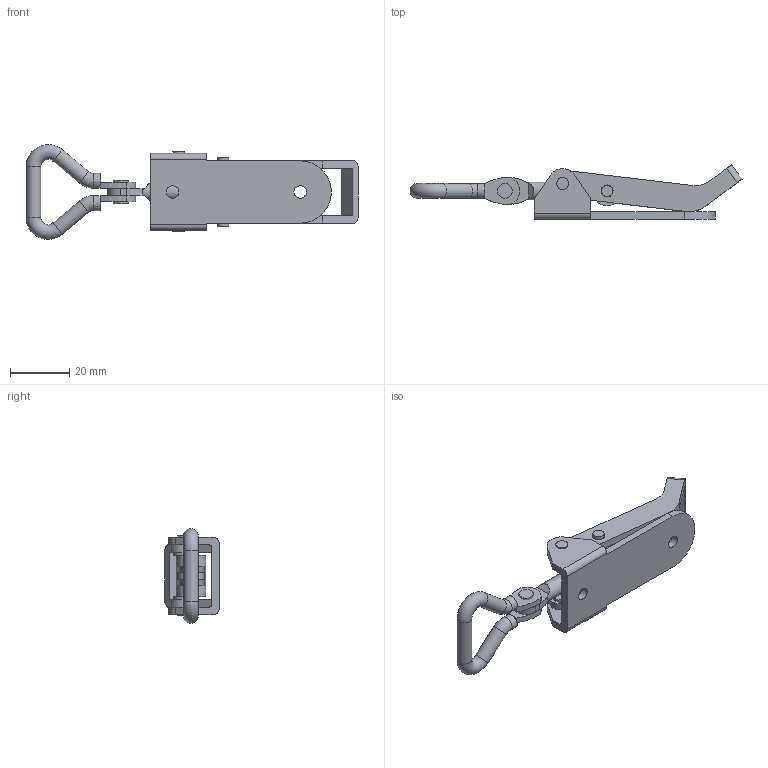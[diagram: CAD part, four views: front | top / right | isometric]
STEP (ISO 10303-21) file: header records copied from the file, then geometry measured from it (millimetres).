
FILE_DESCRIPTION( ( 'STEP AP214' ), '1' );
FILE_NAME( 'K0050.1421121.stp', '2019-05-29T14:42:16', ( '' ), ( '' ), ' ', 'PARTsolutions', ' ' );
FILE_SCHEMA( ( 'AUTOMOTIVE_DESIGN { 1 0 10303 214 1 1 1 1 }' ) );
Length unit declared in the file: millimetre
Products named in the file (7): K0050.1421121; _K0050.1421121_1_K0050_dummy; _61_K0050_halter; _K0050_buegel_4; _K0050_vebindung_6; _K0050_spindel_6; _K0050_haken_5
Assembly tree (6 placements, depth 2):
  K0050.1421121
    _K0050.1421121_1_K0050_dummy
    _61_K0050_halter
    _K0050_buegel_4
    _K0050_vebindung_6
    _K0050_spindel_6
    _K0050_haken_5
Bounding box: 112 x 18.3 x 31.97 mm (x, y, z)
Volume: 11595 mm3; surface area: 10986.8 mm2
Topology: 5 solids, 5 shells, 111 faces, 269 edges, 178 vertices
Faces by surface type: plane 54, cylinder 48, cone 5, torus 4
Full cylindrical faces by diameter (mm): 3 x4, 3.8 x2, 4 x4, 4.2 x2, 4.917 x1, 5 x7, 6 x1, 7 x2, 10 x1
Entity records: 4218 total; most frequent: CARTESIAN_POINT 673, DIRECTION 558, ORIENTED_EDGE 460, EDGE_CURVE 230, AXIS2_PLACEMENT_3D 220, VERTEX_POINT 170, EDGE_LOOP 164, FACE_OUTER_BOUND 139
